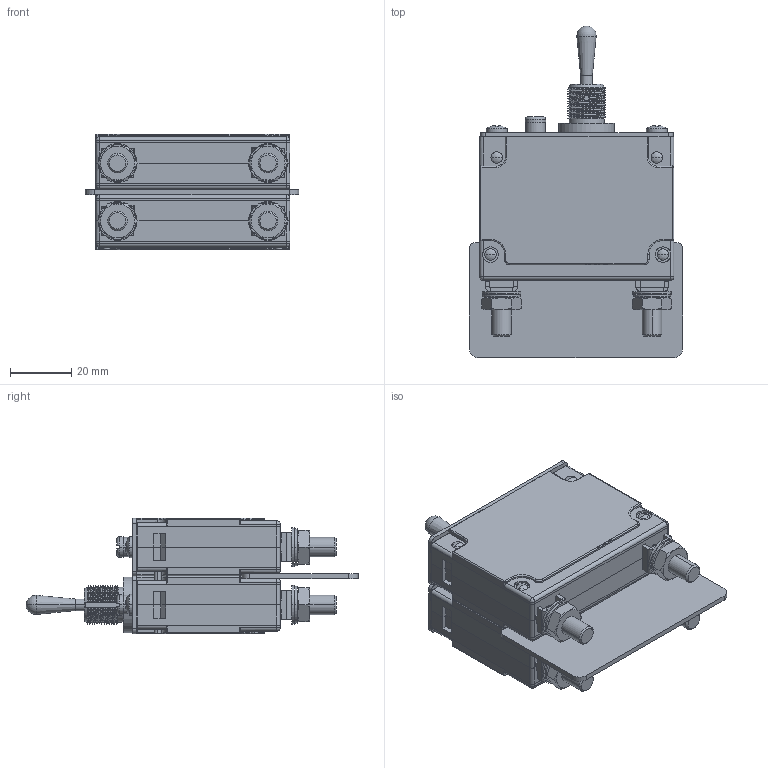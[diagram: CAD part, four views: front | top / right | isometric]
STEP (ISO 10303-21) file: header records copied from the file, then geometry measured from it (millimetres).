
FILE_DESCRIPTION((''),'2;1');
FILE_NAME('CM2_STUD_REC','2012-01-26T',('danboyden'),(''),'PRO/ENGINEER BY PARAMETRIC TECHNOLOGY CORPORATION, 2010280','PRO/ENGINEER BY PARAMETRIC TECHNOLOGY CORPORATION, 2010280','');
FILE_SCHEMA(('CONFIG_CONTROL_DESIGN'));
Products named in the file (1): CM2_STUD_REC
Bounding box: 69.85 x 108.58 x 37.8 mm (x, y, z)
Volume: 58572.9 mm3; surface area: 53890.5 mm2
Topology: 3 solids, 8 shells, 5406 faces, 15066 edges, 9757 vertices
Faces by surface type: plane 3980, cylinder 713, bspline 230, extrusion 198, cone 192, torus 48, sphere 42, revolution 3
Entity records: 187522 total; most frequent: CARTESIAN_POINT 51533, ORIENTED_EDGE 30092, DIRECTION 24943, EDGE_CURVE 15046, VECTOR 12284, LINE 12086, VERTEX_POINT 9757, AXIS2_PLACEMENT_3D 6328
